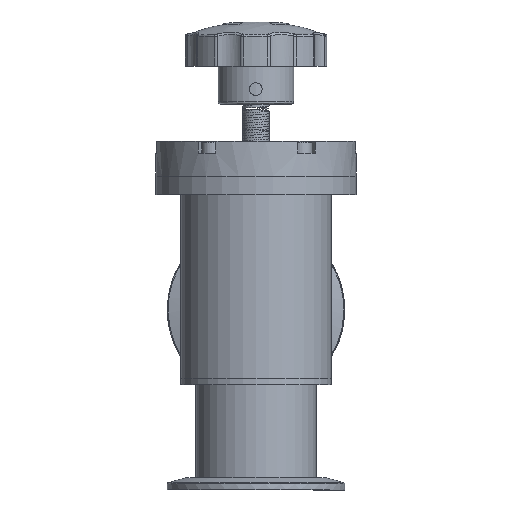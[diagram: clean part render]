
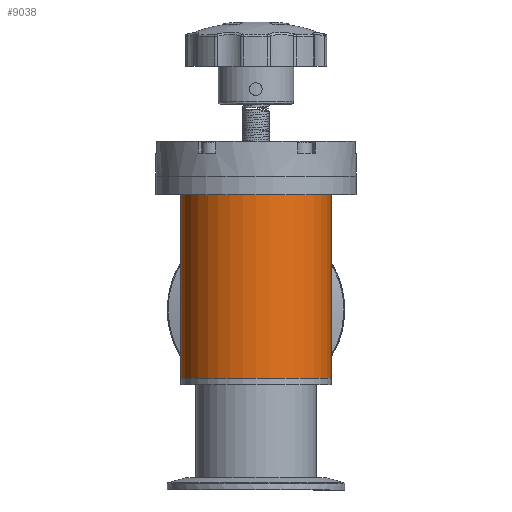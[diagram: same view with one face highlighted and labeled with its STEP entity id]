
A CAD part, left-side view. The second image highlights one B-rep face of the part: STEP entity #9038.
In plain terms, the highlighted cylindrical face has radius 31.75 mm (diameter 63.5 mm), a full revolution.
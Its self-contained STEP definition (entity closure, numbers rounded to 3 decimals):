
#147 = EDGE_CURVE ( 'NONE', #10542, #10542, #12842, .T. ) ;
#557 = CARTESIAN_POINT ( 'NONE',  ( 38.631, 13.548, -39.755 ) ) ;
#1095 = EDGE_CURVE ( 'NONE', #1318, #1318, #11738, .T. ) ;
#1247 = DIRECTION ( 'NONE',  ( 0., 0., 1. ) ) ;
#1318 = VERTEX_POINT ( 'NONE', #557 ) ;
#1715 = AXIS2_PLACEMENT_3D ( 'NONE', #13964, #5799, #3232 ) ;
#2383 = CARTESIAN_POINT ( 'NONE',  ( 6.881, 13.548, -39.755 ) ) ;
#3232 = DIRECTION ( 'NONE',  ( 1., 0., 0. ) ) ;
#3697 = CARTESIAN_POINT ( 'NONE',  ( 38.631, 13.548, 39.755 ) ) ;
#3728 = DIRECTION ( 'NONE',  ( 1., 0., 0. ) ) ;
#4771 = FACE_OUTER_BOUND ( 'NONE', #6436, .T. ) ;
#5799 = DIRECTION ( 'NONE',  ( 0., 0., -1. ) ) ;
#6436 = EDGE_LOOP ( 'NONE', ( #10876 ) ) ;
#8148 = DIRECTION ( 'NONE',  ( 0., 0., 1. ) ) ;
#9038 = ADVANCED_FACE ( 'NONE', ( #11052, #4771 ), #14390, .T. ) ;
#9146 = AXIS2_PLACEMENT_3D ( 'NONE', #13056, #1247, #3728 ) ;
#9385 = ORIENTED_EDGE ( 'NONE', *, *, #1095, .T. ) ;
#10542 = VERTEX_POINT ( 'NONE', #3697 ) ;
#10876 = ORIENTED_EDGE ( 'NONE', *, *, #147, .T. ) ;
#11052 = FACE_OUTER_BOUND ( 'NONE', #13072, .T. ) ;
#11543 = AXIS2_PLACEMENT_3D ( 'NONE', #2383, #8148, #11662 ) ;
#11662 = DIRECTION ( 'NONE',  ( 1., 0., 0. ) ) ;
#11738 = CIRCLE ( 'NONE', #9146, 31.75 ) ;
#12842 = CIRCLE ( 'NONE', #1715, 31.75 ) ;
#13056 = CARTESIAN_POINT ( 'NONE',  ( 6.881, 13.548, -39.755 ) ) ;
#13072 = EDGE_LOOP ( 'NONE', ( #9385 ) ) ;
#13964 = CARTESIAN_POINT ( 'NONE',  ( 6.881, 13.548, 39.755 ) ) ;
#14390 = CYLINDRICAL_SURFACE ( 'NONE', #11543, 31.75 ) ;
